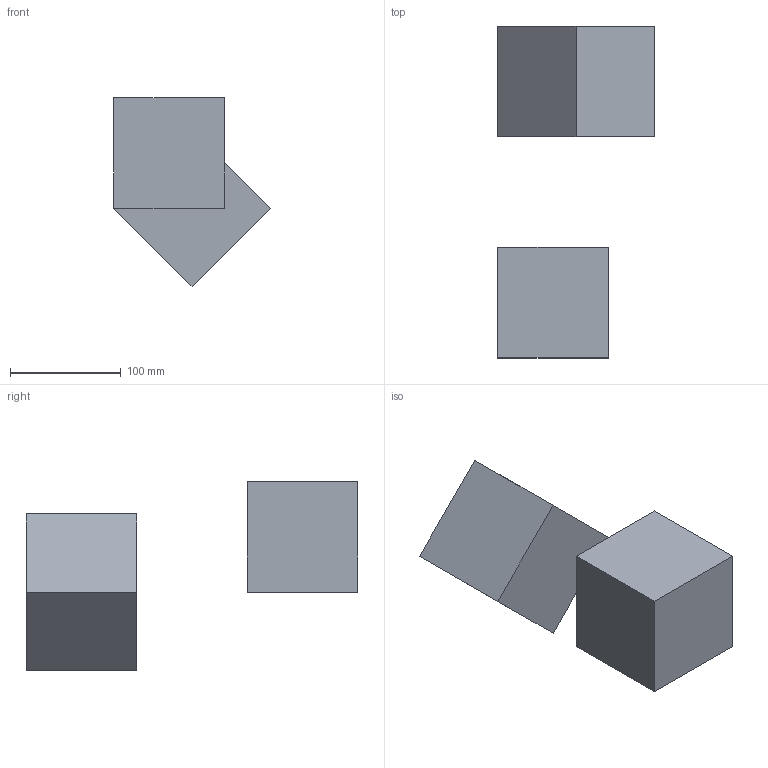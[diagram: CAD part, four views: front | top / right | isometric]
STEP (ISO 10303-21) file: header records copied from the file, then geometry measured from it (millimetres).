
FILE_DESCRIPTION(('CATIA RALLY8 HA1','catia model test','test', 'CATIA model tolerance 0.10000'),'1');
FILE_NAME('test','1998-03-26T07:03:13+1:00',('Winfried Weber'),( 'debis Systemhaus','CAD/CAM','Fasanenweg 9','D-70771 Leinfelden-Echterdingen') ,'debis Systemhaus: CATIA V4-->STEP Version 3.1.0.0','CATIA V4','none');
FILE_SCHEMA(('AUTOMOTIVE_DESIGN_CC2 { 1 2 10303 214 -1 1 5 3 }'));
Length unit declared in the file: millimetre
Products named in the file (2): Test; CUBE AND PLANE *
Assembly tree (2 placements, depth 2):
  Test
    CUBE AND PLANE *  x2
Bounding box: 141.42 x 300 x 170.71 mm (x, y, z)
Volume: 2000000 mm3; surface area: 120000 mm2
Topology: 2 solids, 2 shells, 12 faces, 24 edges, 16 vertices
Faces by surface type: plane 12
Entity records: 382 total; most frequent: DIRECTION 60, CARTESIAN_POINT 56, LINE 36, VECTOR 36, DEFINITIONAL_REPRESENTATION 24, PCURVE 24, ORIENTED_EDGE 24, AXIS2_PLACEMENT_3D 12
